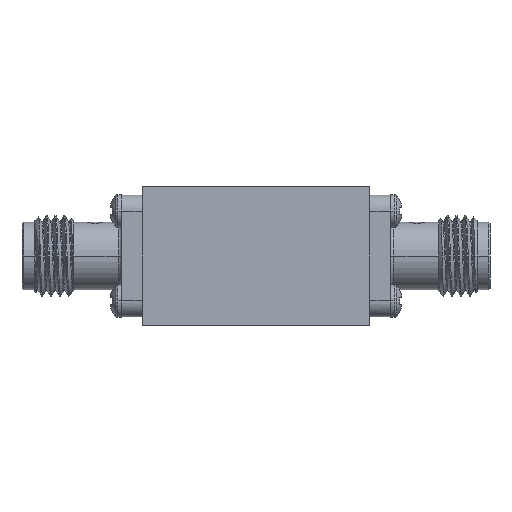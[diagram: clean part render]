
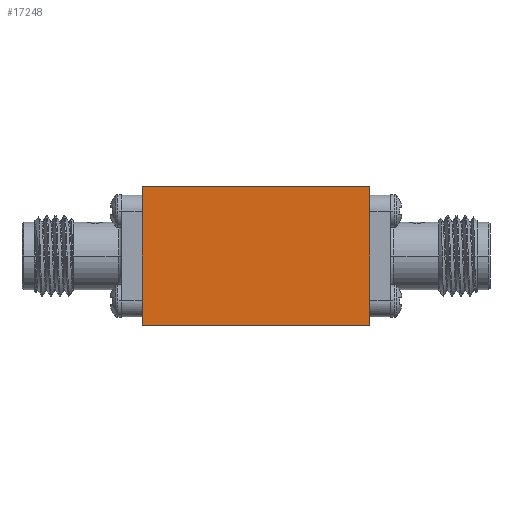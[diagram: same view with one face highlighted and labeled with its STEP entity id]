
A CAD part, left-side view. The second image highlights one B-rep face of the part: STEP entity #17248.
In plain terms, the highlighted planar face has unit normal (-1, 0, 0).
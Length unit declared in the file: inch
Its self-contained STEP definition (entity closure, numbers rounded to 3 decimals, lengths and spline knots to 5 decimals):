
#119 = VECTOR ( 'NONE', #32129, 39.37008 ) ;
#988 = CARTESIAN_POINT ( 'NONE',  ( -0.6752, -0.35433, 0.21654 ) ) ;
#2141 = DIRECTION ( 'NONE',  ( 0., 0., -1. ) ) ;
#3940 = CARTESIAN_POINT ( 'NONE',  ( -0.6752, -0.35433, 0.21654 ) ) ;
#4350 = AXIS2_PLACEMENT_3D ( 'NONE', #3940, #30723, #17343 ) ;
#4486 = CARTESIAN_POINT ( 'NONE',  ( -0.6752, 0.35433, 0.21654 ) ) ;
#5544 = LINE ( 'NONE', #18947, #14620 ) ;
#10877 = VERTEX_POINT ( 'NONE', #34709 ) ;
#11208 = LINE ( 'NONE', #988, #20120 ) ;
#13720 = PLANE ( 'NONE',  #4350 ) ;
#14170 = ORIENTED_EDGE ( 'NONE', *, *, #32178, .F. ) ;
#14285 = CARTESIAN_POINT ( 'NONE',  ( -0.6752, -0.35433, -0.21654 ) ) ;
#14392 = DIRECTION ( 'NONE',  ( 0., -1., 0. ) ) ;
#14620 = VECTOR ( 'NONE', #2141, 39.37008 ) ;
#16391 = CARTESIAN_POINT ( 'NONE',  ( -0.6752, 0.35433, -0.21654 ) ) ;
#17248 = ADVANCED_FACE ( 'NONE', ( #38216 ), #13720, .F. ) ;
#17343 = DIRECTION ( 'NONE',  ( 0., 0., -1. ) ) ;
#18947 = CARTESIAN_POINT ( 'NONE',  ( -0.6752, 0.35433, 0.21654 ) ) ;
#19970 = ORIENTED_EDGE ( 'NONE', *, *, #31279, .T. ) ;
#20120 = VECTOR ( 'NONE', #14392, 39.37008 ) ;
#21730 = CARTESIAN_POINT ( 'NONE',  ( -0.6752, -0.35433, -0.21654 ) ) ;
#22205 = ORIENTED_EDGE ( 'NONE', *, *, #41240, .T. ) ;
#22997 = VECTOR ( 'NONE', #35578, 39.37008 ) ;
#24196 = LINE ( 'NONE', #28490, #119 ) ;
#27033 = EDGE_LOOP ( 'NONE', ( #19970, #28463, #14170, #22205 ) ) ;
#28463 = ORIENTED_EDGE ( 'NONE', *, *, #41020, .F. ) ;
#28490 = CARTESIAN_POINT ( 'NONE',  ( -0.6752, -0.35433, 0.21654 ) ) ;
#30723 = DIRECTION ( 'NONE',  ( 1., 0., 0. ) ) ;
#31279 = EDGE_CURVE ( 'NONE', #32421, #36938, #35359, .T. ) ;
#32129 = DIRECTION ( 'NONE',  ( 0., 0., -1. ) ) ;
#32178 = EDGE_CURVE ( 'NONE', #35828, #10877, #11208, .T. ) ;
#32421 = VERTEX_POINT ( 'NONE', #16391 ) ;
#34709 = CARTESIAN_POINT ( 'NONE',  ( -0.6752, -0.35433, 0.21654 ) ) ;
#35359 = LINE ( 'NONE', #21730, #22997 ) ;
#35578 = DIRECTION ( 'NONE',  ( 0., -1., 0. ) ) ;
#35828 = VERTEX_POINT ( 'NONE', #4486 ) ;
#36938 = VERTEX_POINT ( 'NONE', #14285 ) ;
#38216 = FACE_OUTER_BOUND ( 'NONE', #27033, .T. ) ;
#41020 = EDGE_CURVE ( 'NONE', #10877, #36938, #24196, .T. ) ;
#41240 = EDGE_CURVE ( 'NONE', #35828, #32421, #5544, .T. ) ;
